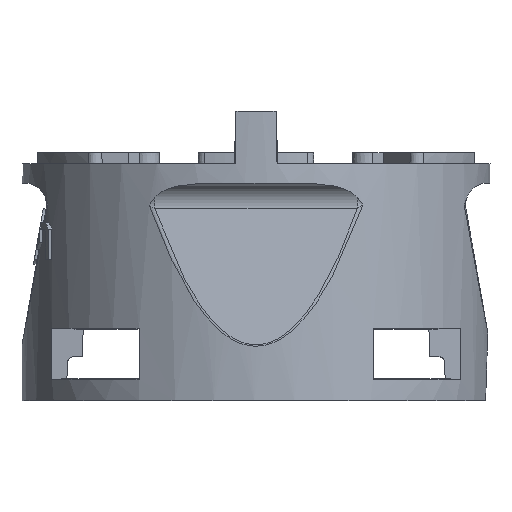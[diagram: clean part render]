
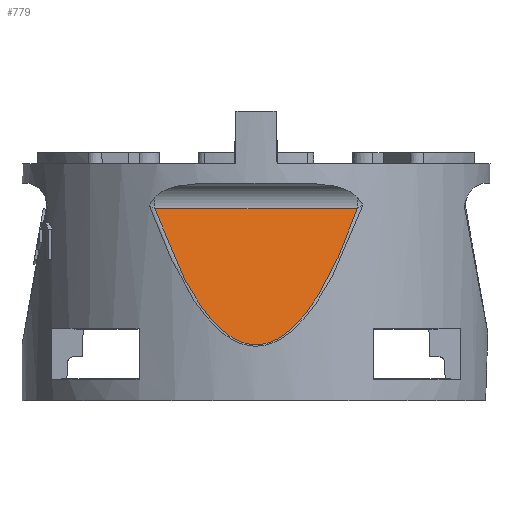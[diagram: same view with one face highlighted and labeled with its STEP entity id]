
A CAD part, front view. The second image highlights one B-rep face of the part: STEP entity #779.
In plain terms, the highlighted planar face has unit normal (0, -0.985, 0.174).
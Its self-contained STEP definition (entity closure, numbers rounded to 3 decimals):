
#779=ADVANCED_FACE('',(#1758),#1759,.T.);
#1758=FACE_OUTER_BOUND('',#3846,.T.);
#1759=PLANE('',#3847);
#3846=EDGE_LOOP('',(#6538,#6539));
#3847=AXIS2_PLACEMENT_3D('',#6540,#6541,#6542);
#6538=ORIENTED_EDGE('',*,*,#9382,.T.);
#6539=ORIENTED_EDGE('',*,*,#9383,.T.);
#6540=CARTESIAN_POINT('',(-21.391,-7.625,-1.639));
#6541=DIRECTION('',(0.,-0.985,0.174));
#6542=DIRECTION('',(0.,-0.174,-0.985));
#9382=EDGE_CURVE('',#10324,#11371,#11372,.T.);
#9383=EDGE_CURVE('',#11371,#10324,#11373,.F.);
#10324=VERTEX_POINT('',#12822);
#11371=VERTEX_POINT('',#14716);
#11372=ELLIPSE('',#14717,47.221,8.2);
#11373=LINE('',#14718,#14719);
#12822=CARTESIAN_POINT('',(-3.676,-7.625,-1.639));
#14716=CARTESIAN_POINT('',(3.676,-7.625,-1.639));
#14717=AXIS2_PLACEMENT_3D('',#16762,#16763,#16764);
#14718=CARTESIAN_POINT('',(-3.989,-7.625,-1.639));
#14719=VECTOR('',#16765,1.0);
#16762=CARTESIAN_POINT('',(0.,-0.295,39.929));
#16763=DIRECTION('',(0.,-0.985,0.174));
#16764=DIRECTION('',(0.,0.174,0.985));
#16765=DIRECTION('',(1.0,0.,0.));
